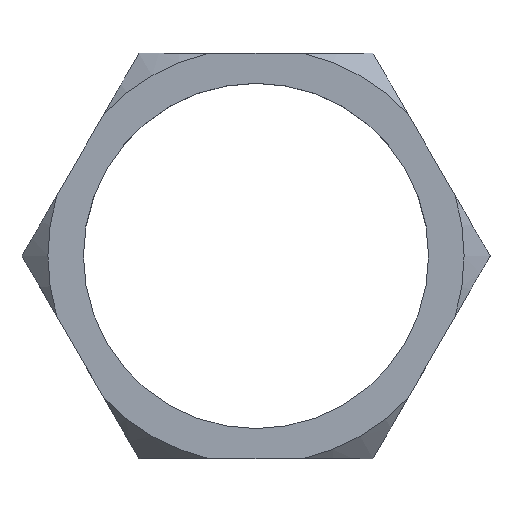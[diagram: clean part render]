
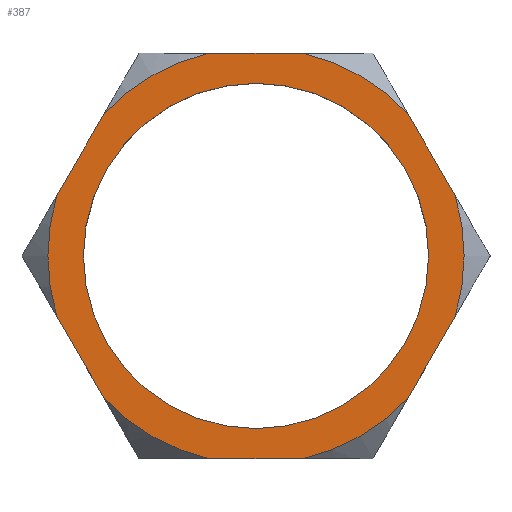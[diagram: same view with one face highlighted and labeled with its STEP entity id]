
A CAD part, top view. The second image highlights one B-rep face of the part: STEP entity #387.
In plain terms, the highlighted planar face has unit normal (0, 0, 1).
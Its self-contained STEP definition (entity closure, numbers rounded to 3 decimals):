
#16=FACE_BOUND('',#107,.T.);
#20=LINE('',#610,#39);
#24=LINE('',#625,#43);
#27=LINE('',#638,#46);
#28=LINE('',#681,#47);
#33=LINE('',#692,#52);
#35=LINE('',#695,#54);
#39=VECTOR('',#473,10.);
#43=VECTOR('',#479,10.);
#46=VECTOR('',#484,10.);
#47=VECTOR('',#511,10.);
#52=VECTOR('',#524,10.);
#54=VECTOR('',#528,10.);
#63=PLANE('',#442);
#84=FACE_OUTER_BOUND('',#106,.T.);
#106=EDGE_LOOP('',(#342,#343,#344,#345,#346,#347,#348,#349,#350,#351,#352,
#353));
#107=EDGE_LOOP('',(#354));
#114=CIRCLE('',#424,5.425);
#115=CIRCLE('',#426,5.425);
#116=CIRCLE('',#428,5.425);
#117=CIRCLE('',#430,5.425);
#118=CIRCLE('',#432,5.425);
#119=CIRCLE('',#434,5.425);
#121=CIRCLE('',#438,4.5);
#165=VERTEX_POINT('',#605);
#166=VERTEX_POINT('',#609);
#169=VERTEX_POINT('',#620);
#170=VERTEX_POINT('',#624);
#172=VERTEX_POINT('',#633);
#173=VERTEX_POINT('',#637);
#174=VERTEX_POINT('',#643);
#176=VERTEX_POINT('',#648);
#177=VERTEX_POINT('',#654);
#179=VERTEX_POINT('',#659);
#180=VERTEX_POINT('',#665);
#181=VERTEX_POINT('',#671);
#183=VERTEX_POINT('',#687);
#205=EDGE_CURVE('',#166,#165,#20,.T.);
#211=EDGE_CURVE('',#170,#169,#24,.T.);
#216=EDGE_CURVE('',#173,#172,#27,.T.);
#220=EDGE_CURVE('',#176,#174,#114,.T.);
#223=EDGE_CURVE('',#179,#177,#115,.T.);
#224=EDGE_CURVE('',#166,#180,#116,.T.);
#227=EDGE_CURVE('',#181,#172,#117,.T.);
#228=EDGE_CURVE('',#170,#165,#118,.T.);
#229=EDGE_CURVE('',#173,#169,#119,.T.);
#230=EDGE_CURVE('',#176,#180,#28,.T.);
#235=EDGE_CURVE('',#183,#183,#121,.T.);
#237=EDGE_CURVE('',#181,#177,#33,.T.);
#239=EDGE_CURVE('',#179,#174,#35,.T.);
#342=ORIENTED_EDGE('',*,*,#229,.F.);
#343=ORIENTED_EDGE('',*,*,#216,.T.);
#344=ORIENTED_EDGE('',*,*,#227,.F.);
#345=ORIENTED_EDGE('',*,*,#237,.T.);
#346=ORIENTED_EDGE('',*,*,#223,.F.);
#347=ORIENTED_EDGE('',*,*,#239,.T.);
#348=ORIENTED_EDGE('',*,*,#220,.F.);
#349=ORIENTED_EDGE('',*,*,#230,.T.);
#350=ORIENTED_EDGE('',*,*,#224,.F.);
#351=ORIENTED_EDGE('',*,*,#205,.T.);
#352=ORIENTED_EDGE('',*,*,#228,.F.);
#353=ORIENTED_EDGE('',*,*,#211,.T.);
#354=ORIENTED_EDGE('',*,*,#235,.T.);
#387=ADVANCED_FACE('',(#84,#16),#63,.T.);
#424=AXIS2_PLACEMENT_3D('',#652,#487,#488);
#426=AXIS2_PLACEMENT_3D('',#663,#491,#492);
#428=AXIS2_PLACEMENT_3D('',#666,#495,#496);
#430=AXIS2_PLACEMENT_3D('',#675,#499,#500);
#432=AXIS2_PLACEMENT_3D('',#677,#503,#504);
#434=AXIS2_PLACEMENT_3D('',#679,#507,#508);
#438=AXIS2_PLACEMENT_3D('',#689,#519,#520);
#442=AXIS2_PLACEMENT_3D('',#698,#532,#533);
#473=DIRECTION('',(1.,0.,0.));
#479=DIRECTION('',(0.5,0.866,0.));
#484=DIRECTION('',(-0.5,0.866,0.));
#487=DIRECTION('center_axis',(0.,0.,-1.));
#488=DIRECTION('ref_axis',(-1.,0.,0.));
#491=DIRECTION('center_axis',(0.,0.,-1.));
#492=DIRECTION('ref_axis',(-1.,0.,0.));
#495=DIRECTION('center_axis',(0.,0.,-1.));
#496=DIRECTION('ref_axis',(-1.,0.,0.));
#499=DIRECTION('center_axis',(0.,0.,-1.));
#500=DIRECTION('ref_axis',(-1.,0.,0.));
#503=DIRECTION('center_axis',(0.,0.,-1.));
#504=DIRECTION('ref_axis',(-1.,0.,0.));
#507=DIRECTION('center_axis',(0.,0.,-1.));
#508=DIRECTION('ref_axis',(-1.,0.,0.));
#511=DIRECTION('',(0.5,-0.866,0.));
#519=DIRECTION('center_axis',(0.,0.,-1.));
#520=DIRECTION('ref_axis',(-1.,0.,0.));
#524=DIRECTION('',(-1.,0.,0.));
#528=DIRECTION('',(-0.5,-0.866,0.));
#532=DIRECTION('center_axis',(0.,0.,1.));
#533=DIRECTION('ref_axis',(1.,0.,0.));
#605=CARTESIAN_POINT('',(1.234,-5.283,2.05));
#609=CARTESIAN_POINT('',(-1.234,-5.283,2.05));
#610=CARTESIAN_POINT('',(3.05,-5.283,2.05));
#620=CARTESIAN_POINT('',(5.192,-1.573,2.05));
#624=CARTESIAN_POINT('',(3.958,-3.71,2.05));
#625=CARTESIAN_POINT('',(6.1,0.,2.05));
#633=CARTESIAN_POINT('',(3.958,3.71,2.05));
#637=CARTESIAN_POINT('',(5.192,1.573,2.05));
#638=CARTESIAN_POINT('',(3.05,5.283,2.05));
#643=CARTESIAN_POINT('',(-5.192,1.573,2.05));
#648=CARTESIAN_POINT('',(-5.192,-1.573,2.05));
#652=CARTESIAN_POINT('Origin',(0.,0.,2.05));
#654=CARTESIAN_POINT('',(-1.234,5.283,2.05));
#659=CARTESIAN_POINT('',(-3.958,3.71,2.05));
#663=CARTESIAN_POINT('Origin',(0.,0.,2.05));
#665=CARTESIAN_POINT('',(-3.958,-3.71,2.05));
#666=CARTESIAN_POINT('Origin',(0.,0.,2.05));
#671=CARTESIAN_POINT('',(1.234,5.283,2.05));
#675=CARTESIAN_POINT('Origin',(0.,0.,2.05));
#677=CARTESIAN_POINT('Origin',(0.,0.,2.05));
#679=CARTESIAN_POINT('Origin',(0.,0.,2.05));
#681=CARTESIAN_POINT('',(-3.05,-5.283,2.05));
#687=CARTESIAN_POINT('',(4.5,0.,2.05));
#689=CARTESIAN_POINT('Origin',(0.,0.,2.05));
#692=CARTESIAN_POINT('',(-3.05,5.283,2.05));
#695=CARTESIAN_POINT('',(-6.1,0.,2.05));
#698=CARTESIAN_POINT('Origin',(0.,0.,2.05));
